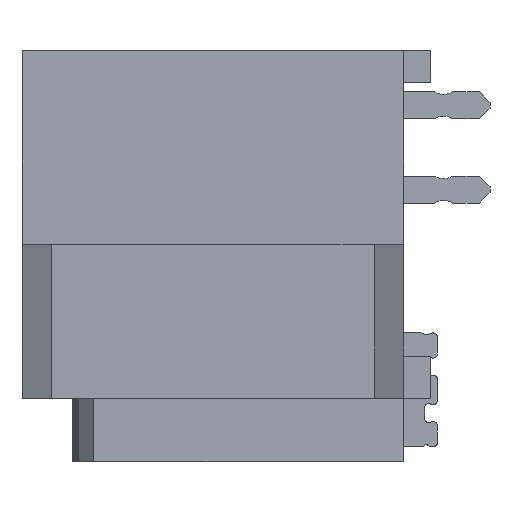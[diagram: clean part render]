
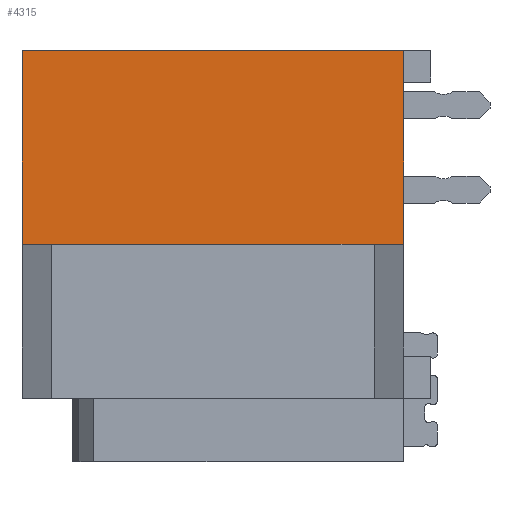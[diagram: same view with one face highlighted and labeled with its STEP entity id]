
A CAD part, left-side view. The second image highlights one B-rep face of the part: STEP entity #4315.
In plain terms, the highlighted planar face has unit normal (-1, 0, 0).
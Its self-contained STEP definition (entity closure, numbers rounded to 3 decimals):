
#33 = ORIENTED_EDGE ( 'NONE', *, *, #14958, .F. ) ;
#156 = CARTESIAN_POINT ( 'NONE',  ( -10.8, 0.8, -2.3 ) ) ;
#737 = LINE ( 'NONE', #17861, #7073 ) ;
#1111 = VECTOR ( 'NONE', #18157, 1000. ) ;
#2468 = CARTESIAN_POINT ( 'NONE',  ( -10.8, 0.15, -2.3 ) ) ;
#2824 = LINE ( 'NONE', #4357, #7546 ) ;
#3571 = VECTOR ( 'NONE', #3779, 1000. ) ;
#3703 = VERTEX_POINT ( 'NONE', #156 ) ;
#3779 = DIRECTION ( 'NONE',  ( 0., -1., 0. ) ) ;
#4250 = DIRECTION ( 'NONE',  ( 0., -1., 0. ) ) ;
#4315 = ADVANCED_FACE ( 'NONE', ( #8312 ), #14328, .F. ) ;
#4318 = ORIENTED_EDGE ( 'NONE', *, *, #11660, .F. ) ;
#4357 = CARTESIAN_POINT ( 'NONE',  ( -10.8, 9.15, -2.3 ) ) ;
#4417 = CARTESIAN_POINT ( 'NONE',  ( -10.8, 9.85, 2.3 ) ) ;
#6148 = VERTEX_POINT ( 'NONE', #16275 ) ;
#6231 = CARTESIAN_POINT ( 'NONE',  ( -10.8, 9.85, 2.3 ) ) ;
#6956 = EDGE_CURVE ( 'NONE', #17862, #9702, #2824, .T. ) ;
#6993 = ORIENTED_EDGE ( 'NONE', *, *, #6956, .T. ) ;
#7073 = VECTOR ( 'NONE', #11816, 1000. ) ;
#7440 = CARTESIAN_POINT ( 'NONE',  ( -10.8, 0.15, -2.3 ) ) ;
#7546 = VECTOR ( 'NONE', #4250, 1000. ) ;
#8185 = LINE ( 'NONE', #9889, #3571 ) ;
#8312 = FACE_OUTER_BOUND ( 'NONE', #13573, .T. ) ;
#8634 = AXIS2_PLACEMENT_3D ( 'NONE', #12881, #16244, #14518 ) ;
#9689 = EDGE_CURVE ( 'NONE', #17862, #16606, #16638, .T. ) ;
#9702 = VERTEX_POINT ( 'NONE', #18266 ) ;
#9889 = CARTESIAN_POINT ( 'NONE',  ( -10.8, 9.85, 2.3 ) ) ;
#11660 = EDGE_CURVE ( 'NONE', #14051, #6148, #8185, .T. ) ;
#11662 = VECTOR ( 'NONE', #11799, 1000. ) ;
#11799 = DIRECTION ( 'NONE',  ( 0., 1., 0. ) ) ;
#11816 = DIRECTION ( 'NONE',  ( 0., 0., -1. ) ) ;
#12881 = CARTESIAN_POINT ( 'NONE',  ( -10.8, 9.85, 2.3 ) ) ;
#13524 = ORIENTED_EDGE ( 'NONE', *, *, #17467, .F. ) ;
#13573 = EDGE_LOOP ( 'NONE', ( #19352, #33, #4318, #13524, #18770, #6993 ) ) ;
#14051 = VERTEX_POINT ( 'NONE', #6231 ) ;
#14328 = PLANE ( 'NONE',  #8634 ) ;
#14518 = DIRECTION ( 'NONE',  ( 0., 0., -1. ) ) ;
#14895 = DIRECTION ( 'NONE',  ( 0., 0., 1. ) ) ;
#14958 = EDGE_CURVE ( 'NONE', #6148, #3703, #737, .T. ) ;
#15693 = CARTESIAN_POINT ( 'NONE',  ( -10.8, 9.85, -2.3 ) ) ;
#16244 = DIRECTION ( 'NONE',  ( 1., 0., 0. ) ) ;
#16275 = CARTESIAN_POINT ( 'NONE',  ( -10.8, 0.8, 2.3 ) ) ;
#16606 = VERTEX_POINT ( 'NONE', #15693 ) ;
#16638 = LINE ( 'NONE', #2468, #1111 ) ;
#17467 = EDGE_CURVE ( 'NONE', #16606, #14051, #18075, .T. ) ;
#17861 = CARTESIAN_POINT ( 'NONE',  ( -10.8, 0.8, -2.3 ) ) ;
#17862 = VERTEX_POINT ( 'NONE', #18052 ) ;
#17863 = VECTOR ( 'NONE', #14895, 1000. ) ;
#17905 = EDGE_CURVE ( 'NONE', #3703, #9702, #19471, .T. ) ;
#18052 = CARTESIAN_POINT ( 'NONE',  ( -10.8, 9.15, -2.3 ) ) ;
#18075 = LINE ( 'NONE', #4417, #17863 ) ;
#18157 = DIRECTION ( 'NONE',  ( 0., 1., 0. ) ) ;
#18266 = CARTESIAN_POINT ( 'NONE',  ( -10.8, 1.5, -2.3 ) ) ;
#18770 = ORIENTED_EDGE ( 'NONE', *, *, #9689, .F. ) ;
#19352 = ORIENTED_EDGE ( 'NONE', *, *, #17905, .F. ) ;
#19471 = LINE ( 'NONE', #7440, #11662 ) ;
